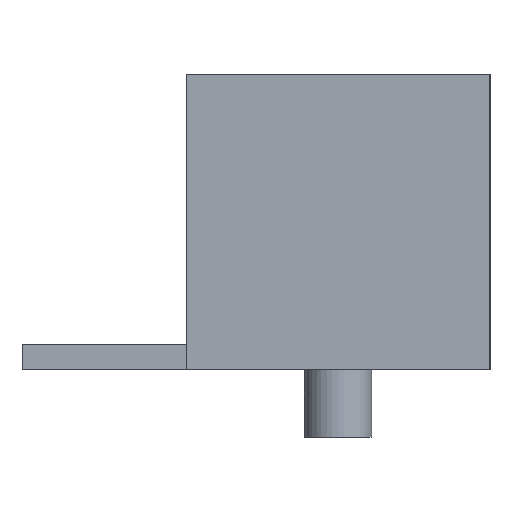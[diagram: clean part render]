
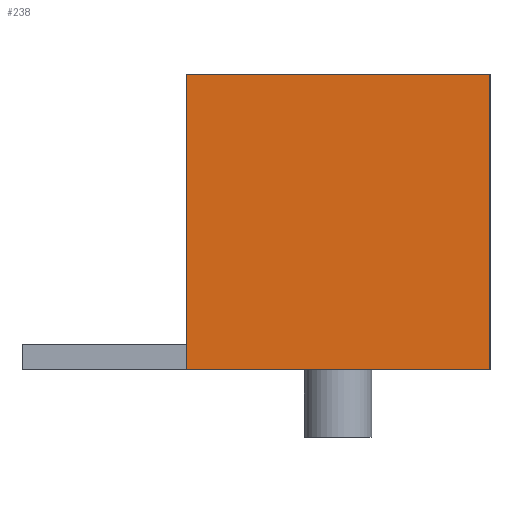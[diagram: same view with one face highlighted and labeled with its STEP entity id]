
A CAD part, left-side view. The second image highlights one B-rep face of the part: STEP entity #238.
In plain terms, the highlighted planar face has unit normal (-1, 0, 0).
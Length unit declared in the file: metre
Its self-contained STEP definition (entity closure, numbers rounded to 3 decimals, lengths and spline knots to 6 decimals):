
#114 = EDGE_CURVE( '', #291, #292, #293, .T. );
#116 = EDGE_CURVE( '', #291, #295, #296, .T. );
#148 = EDGE_CURVE( '', #295, #347, #348, .T. );
#190 = EDGE_CURVE( '', #292, #347, #405, .T. );
#238 = ADVANCED_FACE( '', ( #463 ), #464, .F. );
#291 = VERTEX_POINT( '', #517 );
#292 = VERTEX_POINT( '', #518 );
#293 = LINE( '', #519, #520 );
#295 = VERTEX_POINT( '', #523 );
#296 = LINE( '', #524, #525 );
#347 = VERTEX_POINT( '', #595 );
#348 = LINE( '', #596, #597 );
#405 = LINE( '', #684, #685 );
#463 = FACE_OUTER_BOUND( '', #776, .T. );
#464 = PLANE( '', #777 );
#517 = CARTESIAN_POINT( '', ( -0.0045, 0.002803, 0.0035 ) );
#518 = CARTESIAN_POINT( '', ( -0.0045, 0.002803, 0. ) );
#519 = CARTESIAN_POINT( '', ( -0.0045, 0.002803, 0.0035 ) );
#520 = VECTOR( '', #838, 1. );
#523 = CARTESIAN_POINT( '', ( -0.0045, -0.000797, 0.0035 ) );
#524 = CARTESIAN_POINT( '', ( -0.0045, 0.002803, 0.0035 ) );
#525 = VECTOR( '', #839, 1. );
#595 = CARTESIAN_POINT( '', ( -0.0045, -0.000797, 0. ) );
#596 = CARTESIAN_POINT( '', ( -0.0045, -0.000797, 0.0035 ) );
#597 = VECTOR( '', #893, 1. );
#684 = CARTESIAN_POINT( '', ( -0.0045, 0.002803, 0. ) );
#685 = VECTOR( '', #962, 1. );
#776 = EDGE_LOOP( '', ( #1025, #1026, #1027, #1028 ) );
#777 = AXIS2_PLACEMENT_3D( '', #1029, #1030, #1031 );
#838 = DIRECTION( '', ( 0., 0., -1. ) );
#839 = DIRECTION( '', ( 0., -1., 0. ) );
#893 = DIRECTION( '', ( 0., 0., -1. ) );
#962 = DIRECTION( '', ( 0., -1., 0. ) );
#1025 = ORIENTED_EDGE( '', *, *, #190, .T. );
#1026 = ORIENTED_EDGE( '', *, *, #148, .F. );
#1027 = ORIENTED_EDGE( '', *, *, #116, .F. );
#1028 = ORIENTED_EDGE( '', *, *, #114, .T. );
#1029 = CARTESIAN_POINT( '', ( -0.0045, 0.002803, 0.0035 ) );
#1030 = DIRECTION( '', ( 1., 0., 0. ) );
#1031 = DIRECTION( '', ( 0., 1., 0. ) );
